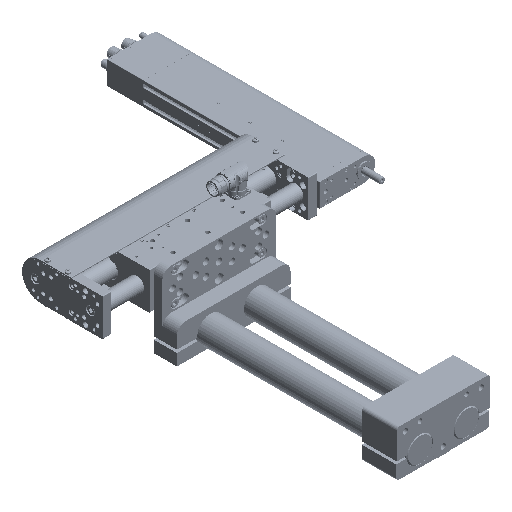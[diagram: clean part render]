
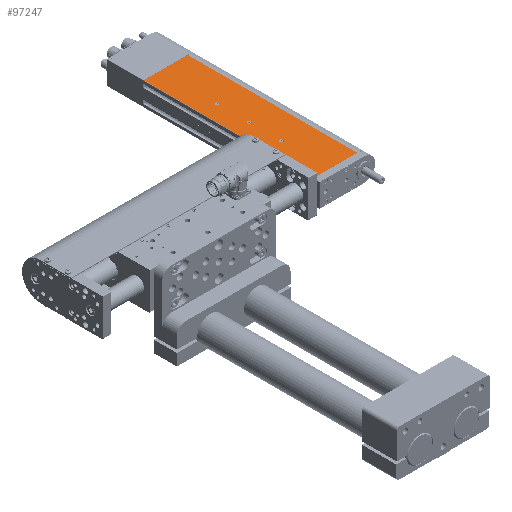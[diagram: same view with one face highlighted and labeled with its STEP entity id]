
A CAD part, isometric view. The second image highlights one B-rep face of the part: STEP entity #97247.
In plain terms, the highlighted face is planar.
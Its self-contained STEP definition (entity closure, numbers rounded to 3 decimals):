
#6174 = DIRECTION ( 'NONE',  ( -1., 0., 0. ) ) ;
#7168 = CARTESIAN_POINT ( 'NONE',  ( 20., -75.5, 291. ) ) ;
#7535 = EDGE_CURVE ( 'NONE', #96198, #177314, #197570, .T. ) ;
#10526 = CARTESIAN_POINT ( 'NONE',  ( 20., -47.5, 138. ) ) ;
#12894 = ORIENTED_EDGE ( 'NONE', *, *, #197020, .T. ) ;
#15099 = CARTESIAN_POINT ( 'NONE',  ( 20., -47.5, 79.85 ) ) ;
#17128 = EDGE_LOOP ( 'NONE', ( #167207 ) ) ;
#25580 = EDGE_LOOP ( 'NONE', ( #140126 ) ) ;
#32860 = FACE_BOUND ( 'NONE', #135900, .T. ) ;
#34057 = ORIENTED_EDGE ( 'NONE', *, *, #60910, .F. ) ;
#46577 = CARTESIAN_POINT ( 'NONE',  ( 20., 0., 0. ) ) ;
#51803 = LINE ( 'NONE', #152095, #108109 ) ;
#56112 = CIRCLE ( 'NONE', #203881, 3.15 ) ;
#60302 = CARTESIAN_POINT ( 'NONE',  ( 20., -75.5, 0. ) ) ;
#60910 = EDGE_CURVE ( 'NONE', #166137, #65731, #119658, .T. ) ;
#65561 = CARTESIAN_POINT ( 'NONE',  ( 20., -47.5, 193. ) ) ;
#65731 = VERTEX_POINT ( 'NONE', #189309 ) ;
#66666 = DIRECTION ( 'NONE',  ( 0., 0., -1. ) ) ;
#69177 = CARTESIAN_POINT ( 'NONE',  ( 20., -47.5, 83. ) ) ;
#72252 = ORIENTED_EDGE ( 'NONE', *, *, #166605, .F. ) ;
#72930 = AXIS2_PLACEMENT_3D ( 'NONE', #174992, #6174, #158379 ) ;
#82523 = EDGE_CURVE ( 'NONE', #83469, #83469, #172417, .T. ) ;
#83469 = VERTEX_POINT ( 'NONE', #15099 ) ;
#85966 = DIRECTION ( 'NONE',  ( 0., 0., -1. ) ) ;
#86493 = CARTESIAN_POINT ( 'NONE',  ( 20., -47.5, 189.85 ) ) ;
#86807 = DIRECTION ( 'NONE',  ( 0., 0., -1. ) ) ;
#90004 = DIRECTION ( 'NONE',  ( 0., 0., -1. ) ) ;
#92236 = DIRECTION ( 'NONE',  ( 1., 0., 0. ) ) ;
#94089 = CARTESIAN_POINT ( 'NONE',  ( 20., -75.5, 291. ) ) ;
#96198 = VERTEX_POINT ( 'NONE', #60302 ) ;
#97247 = ADVANCED_FACE ( 'NONE', ( #32860, #133157, #200428, #217994 ), #134250, .F. ) ;
#100896 = AXIS2_PLACEMENT_3D ( 'NONE', #65561, #201187, #66666 ) ;
#102241 = EDGE_CURVE ( 'NONE', #128211, #128211, #56112, .T. ) ;
#108109 = VECTOR ( 'NONE', #85966, 1000. ) ;
#108684 = LINE ( 'NONE', #7168, #180165 ) ;
#108972 = AXIS2_PLACEMENT_3D ( 'NONE', #69177, #119900, #86807 ) ;
#109723 = DIRECTION ( 'NONE',  ( 0., 1., 0. ) ) ;
#111075 = VECTOR ( 'NONE', #109723, 1000. ) ;
#119658 = LINE ( 'NONE', #136173, #183989 ) ;
#119900 = DIRECTION ( 'NONE',  ( 1., 0., 0. ) ) ;
#128211 = VERTEX_POINT ( 'NONE', #174628 ) ;
#133157 = FACE_BOUND ( 'NONE', #25580, .T. ) ;
#134250 = PLANE ( 'NONE',  #72930 ) ;
#135900 = EDGE_LOOP ( 'NONE', ( #186708 ) ) ;
#136173 = CARTESIAN_POINT ( 'NONE',  ( 20., 0., 291. ) ) ;
#137156 = VERTEX_POINT ( 'NONE', #86493 ) ;
#140126 = ORIENTED_EDGE ( 'NONE', *, *, #82523, .F. ) ;
#152095 = CARTESIAN_POINT ( 'NONE',  ( 20., 0., 291. ) ) ;
#154180 = ORIENTED_EDGE ( 'NONE', *, *, #7535, .T. ) ;
#158379 = DIRECTION ( 'NONE',  ( 0., -1., 0. ) ) ;
#162779 = DIRECTION ( 'NONE',  ( 0., 0., -1. ) ) ;
#165692 = EDGE_CURVE ( 'NONE', #137156, #137156, #199401, .T. ) ;
#166137 = VERTEX_POINT ( 'NONE', #94089 ) ;
#166605 = EDGE_CURVE ( 'NONE', #65731, #177314, #51803, .T. ) ;
#167207 = ORIENTED_EDGE ( 'NONE', *, *, #102241, .F. ) ;
#170280 = EDGE_LOOP ( 'NONE', ( #34057, #12894, #154180, #72252 ) ) ;
#172417 = CIRCLE ( 'NONE', #108972, 3.15 ) ;
#174628 = CARTESIAN_POINT ( 'NONE',  ( 20., -47.5, 134.85 ) ) ;
#174992 = CARTESIAN_POINT ( 'NONE',  ( 20., 0., 291. ) ) ;
#177314 = VERTEX_POINT ( 'NONE', #189834 ) ;
#180165 = VECTOR ( 'NONE', #90004, 1000. ) ;
#183989 = VECTOR ( 'NONE', #184805, 1000. ) ;
#184805 = DIRECTION ( 'NONE',  ( 0., 1., 0. ) ) ;
#186708 = ORIENTED_EDGE ( 'NONE', *, *, #165692, .F. ) ;
#189309 = CARTESIAN_POINT ( 'NONE',  ( 20., 0., 291. ) ) ;
#189834 = CARTESIAN_POINT ( 'NONE',  ( 20., 0., 0. ) ) ;
#197020 = EDGE_CURVE ( 'NONE', #166137, #96198, #108684, .T. ) ;
#197570 = LINE ( 'NONE', #46577, #111075 ) ;
#199401 = CIRCLE ( 'NONE', #100896, 3.15 ) ;
#200428 = FACE_BOUND ( 'NONE', #17128, .T. ) ;
#201187 = DIRECTION ( 'NONE',  ( 1., 0., 0. ) ) ;
#203881 = AXIS2_PLACEMENT_3D ( 'NONE', #10526, #92236, #162779 ) ;
#217994 = FACE_OUTER_BOUND ( 'NONE', #170280, .T. ) ;
